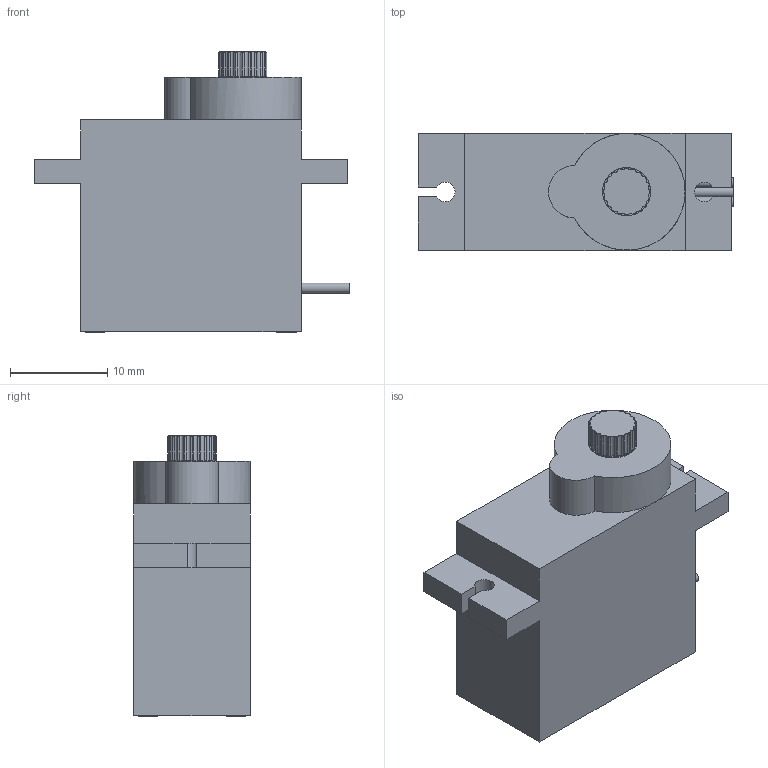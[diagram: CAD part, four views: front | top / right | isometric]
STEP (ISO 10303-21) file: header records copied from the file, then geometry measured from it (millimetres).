
FILE_DESCRIPTION(('FreeCAD Model'),'2;1');
FILE_NAME('TowerPro-SG90.step','2015-08-23T17:55:32', ('Author'),(''),'Open CASCADE STEP processor 6.8','FreeCAD','Unknown' );
FILE_SCHEMA(('AUTOMOTIVE_DESIGN_CC2 { 1 2 10303 214 -1 1 5 4 }'));
Length unit declared in the file: millimetre
Products named in the file (1): TowerProSG90
Bounding box: 32.42 x 12 x 28.82 mm (x, y, z)
Volume: 6769.2 mm3; surface area: 3274.1 mm2
Topology: 6 solids, 6 shells, 229 faces, 615 edges, 416 vertices
Faces by surface type: plane 123, cylinder 85, cone 21
Full cylindrical faces by diameter (mm): 1 x8, 2 x8, 4.95 x1
Entity records: 20029 total; most frequent: CARTESIAN_POINT 6565, DIRECTION 2117, ORIENTED_EDGE 1230, PCURVE 1230, DEFINITIONAL_REPRESENTATION 1230, LINE 1173, VECTOR 1173, EDGE_CURVE 615
